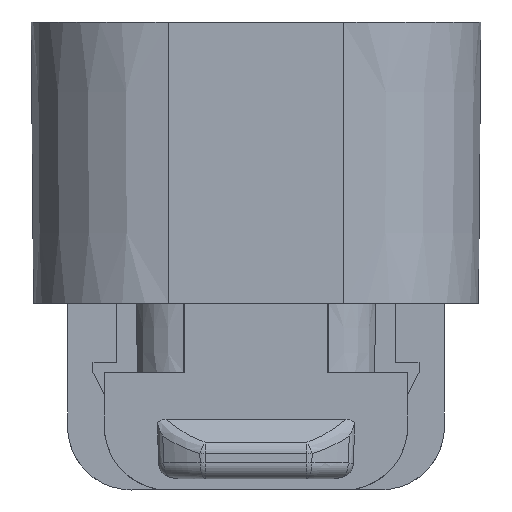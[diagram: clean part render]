
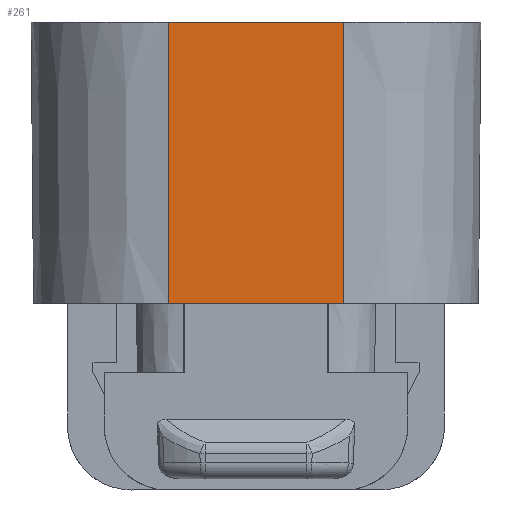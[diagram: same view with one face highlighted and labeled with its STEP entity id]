
A CAD part, front view. The second image highlights one B-rep face of the part: STEP entity #261.
In plain terms, the highlighted planar face has unit normal (0, -1, -0.009).
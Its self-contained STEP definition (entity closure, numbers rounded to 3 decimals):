
#261=ADVANCED_FACE('',(#681),#501,.T.);
#501=PLANE('',#4567);
#681=FACE_OUTER_BOUND('',#918,.T.);
#918=EDGE_LOOP('',(#1285,#1286,#1287,#1288));
#1285=ORIENTED_EDGE('',*,*,#2975,.T.);
#1286=ORIENTED_EDGE('',*,*,#2976,.T.);
#1287=ORIENTED_EDGE('',*,*,#2971,.T.);
#1288=ORIENTED_EDGE('',*,*,#2977,.F.);
#2539=VERTEX_POINT('',#6338);
#2540=VERTEX_POINT('',#6339);
#2543=VERTEX_POINT('',#6347);
#2544=VERTEX_POINT('',#6348);
#2971=EDGE_CURVE('',#2539,#2540,#3598,.T.);
#2975=EDGE_CURVE('',#2543,#2544,#3600,.T.);
#2976=EDGE_CURVE('',#2544,#2539,#3601,.T.);
#2977=EDGE_CURVE('',#2543,#2540,#3602,.T.);
#3598=LINE('',#6337,#4113);
#3600=LINE('',#6346,#4115);
#3601=LINE('',#6349,#4116);
#3602=LINE('',#6350,#4117);
#4113=VECTOR('',#5026,1.);
#4115=VECTOR('',#5034,1.);
#4116=VECTOR('',#5035,1.);
#4117=VECTOR('',#5036,1.);
#4567=AXIS2_PLACEMENT_3D('',#6351,#5037,#5038);
#5026=DIRECTION('',(0.,-0.009,1.));
#5034=DIRECTION('',(0.,0.009,-1.));
#5035=DIRECTION('',(1.,0.,0.));
#5036=DIRECTION('',(1.,0.,0.));
#5037=DIRECTION('',(0.,-1.,-0.009));
#5038=DIRECTION('',(0.,0.009,-1.));
#6337=CARTESIAN_POINT('',(5.479,-8.599,6.625));
#6338=CARTESIAN_POINT('',(5.479,-8.446,-10.9));
#6339=CARTESIAN_POINT('',(5.479,-8.6,6.7));
#6346=CARTESIAN_POINT('',(-5.479,-8.599,6.625));
#6347=CARTESIAN_POINT('',(-5.479,-8.6,6.7));
#6348=CARTESIAN_POINT('',(-5.479,-8.446,-10.9));
#6349=CARTESIAN_POINT('',(-5.479,-8.446,-10.9));
#6350=CARTESIAN_POINT('',(0.,-8.6,6.7));
#6351=CARTESIAN_POINT('',(-5.479,-8.6,6.7));
